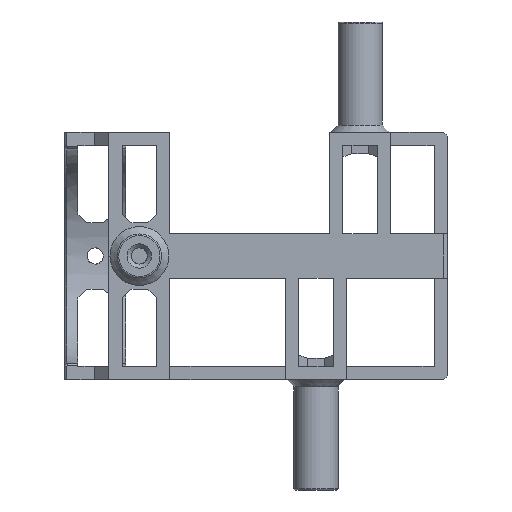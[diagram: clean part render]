
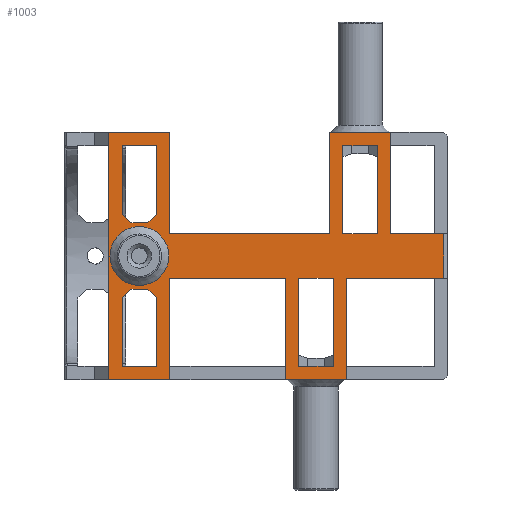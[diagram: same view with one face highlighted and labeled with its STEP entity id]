
A CAD part, front view. The second image highlights one B-rep face of the part: STEP entity #1003.
In plain terms, the highlighted planar face has unit normal (0, -1, 0).
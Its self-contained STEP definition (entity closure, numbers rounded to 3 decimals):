
#154=CARTESIAN_POINT('',(-11.85,-16.8,-16.8));
#155=VERTEX_POINT('',#154);
#162=CARTESIAN_POINT('',(-20.15,-16.8,-16.8));
#163=VERTEX_POINT('',#162);
#164=CARTESIAN_POINT('',(-20.15,-16.8,-16.8));
#165=DIRECTION('',(1.,0.,-0.));
#166=VECTOR('',#165,8.3);
#167=LINE('',#164,#166);
#168=EDGE_CURVE('',#163,#155,#167,.T.);
#186=CARTESIAN_POINT('',(-35.85,-16.8,-16.8));
#187=VERTEX_POINT('',#186);
#194=CARTESIAN_POINT('',(-44.15,-16.8,-16.8));
#195=VERTEX_POINT('',#194);
#196=CARTESIAN_POINT('',(-35.85,-16.8,-16.8));
#197=DIRECTION('',(-1.,-0.,0.));
#198=VECTOR('',#197,8.3);
#199=LINE('',#196,#198);
#200=EDGE_CURVE('',#187,#195,#199,.T.);
#707=CARTESIAN_POINT('',(-35.85,-16.8,16.05));
#708=DIRECTION('',(-0.,1.,-0.));
#709=DIRECTION('',(1.,0.,-0.));
#710=AXIS2_PLACEMENT_3D('',#707,#708,#709);
#711=PLANE('',#710);
#712=CARTESIAN_POINT('',(-7.65,-16.8,3.));
#713=VERTEX_POINT('',#712);
#714=CARTESIAN_POINT('',(-7.65,-16.8,15.));
#715=VERTEX_POINT('',#714);
#716=CARTESIAN_POINT('',(-7.65,-16.8,3.));
#717=DIRECTION('',(0.,-0.,1.));
#718=VECTOR('',#717,12.);
#719=LINE('',#716,#718);
#720=EDGE_CURVE('',#713,#715,#719,.T.);
#721=ORIENTED_EDGE('',*,*,#720,.F.);
#722=CARTESIAN_POINT('',(-12.35,-16.8,3.));
#723=VERTEX_POINT('',#722);
#724=CARTESIAN_POINT('',(-7.65,-16.8,3.));
#725=DIRECTION('',(-1.,0.,0.));
#726=VECTOR('',#725,4.7);
#727=LINE('',#724,#726);
#728=EDGE_CURVE('',#713,#723,#727,.T.);
#729=ORIENTED_EDGE('',*,*,#728,.T.);
#730=CARTESIAN_POINT('',(-12.35,-16.8,15.));
#731=VERTEX_POINT('',#730);
#732=CARTESIAN_POINT('',(-12.35,-16.8,3.));
#733=DIRECTION('',(-0.,-0.,1.));
#734=VECTOR('',#733,12.);
#735=LINE('',#732,#734);
#736=EDGE_CURVE('',#723,#731,#735,.T.);
#737=ORIENTED_EDGE('',*,*,#736,.T.);
#738=CARTESIAN_POINT('',(-12.35,-16.8,15.));
#739=DIRECTION('',(1.,0.,-0.));
#740=VECTOR('',#739,4.7);
#741=LINE('',#738,#740);
#742=EDGE_CURVE('',#731,#715,#741,.T.);
#743=ORIENTED_EDGE('',*,*,#742,.T.);
#744=EDGE_LOOP('',(#721,#729,#737,#743));
#745=FACE_BOUND('',#744,.T.);
#746=CARTESIAN_POINT('',(-18.35,-16.8,-3.));
#747=VERTEX_POINT('',#746);
#748=CARTESIAN_POINT('',(-18.35,-16.8,-15.));
#749=VERTEX_POINT('',#748);
#750=CARTESIAN_POINT('',(-18.35,-16.8,-3.));
#751=DIRECTION('',(-0.,0.,-1.));
#752=VECTOR('',#751,12.);
#753=LINE('',#750,#752);
#754=EDGE_CURVE('',#747,#749,#753,.T.);
#755=ORIENTED_EDGE('',*,*,#754,.F.);
#756=CARTESIAN_POINT('',(-13.65,-16.8,-3.));
#757=VERTEX_POINT('',#756);
#758=CARTESIAN_POINT('',(-13.65,-16.8,-3.));
#759=DIRECTION('',(-1.,0.,0.));
#760=VECTOR('',#759,4.7);
#761=LINE('',#758,#760);
#762=EDGE_CURVE('',#757,#747,#761,.T.);
#763=ORIENTED_EDGE('',*,*,#762,.F.);
#764=CARTESIAN_POINT('',(-13.65,-16.8,-15.));
#765=VERTEX_POINT('',#764);
#766=CARTESIAN_POINT('',(-13.65,-16.8,-3.));
#767=DIRECTION('',(0.,0.,-1.));
#768=VECTOR('',#767,12.);
#769=LINE('',#766,#768);
#770=EDGE_CURVE('',#757,#765,#769,.T.);
#771=ORIENTED_EDGE('',*,*,#770,.T.);
#772=CARTESIAN_POINT('',(-13.65,-16.8,-15.));
#773=DIRECTION('',(-1.,0.,0.));
#774=VECTOR('',#773,4.7);
#775=LINE('',#772,#774);
#776=EDGE_CURVE('',#765,#749,#775,.T.);
#777=ORIENTED_EDGE('',*,*,#776,.T.);
#778=EDGE_LOOP('',(#755,#763,#771,#777));
#779=FACE_BOUND('',#778,.T.);
#780=CARTESIAN_POINT('',(1.35,-16.8,-3.));
#781=VERTEX_POINT('',#780);
#782=CARTESIAN_POINT('',(-11.85,-16.8,-3.));
#783=VERTEX_POINT('',#782);
#784=CARTESIAN_POINT('',(1.35,-16.8,-3.));
#785=DIRECTION('',(-1.,0.,0.));
#786=VECTOR('',#785,13.2);
#787=LINE('',#784,#786);
#788=EDGE_CURVE('',#781,#783,#787,.T.);
#789=ORIENTED_EDGE('',*,*,#788,.F.);
#790=CARTESIAN_POINT('',(1.35,-16.8,3.));
#791=VERTEX_POINT('',#790);
#792=CARTESIAN_POINT('',(1.35,-16.8,-3.));
#793=DIRECTION('',(-0.,0.,1.));
#794=VECTOR('',#793,6.);
#795=LINE('',#792,#794);
#796=EDGE_CURVE('',#781,#791,#795,.T.);
#797=ORIENTED_EDGE('',*,*,#796,.T.);
#798=CARTESIAN_POINT('',(-5.85,-16.8,3.));
#799=VERTEX_POINT('',#798);
#800=CARTESIAN_POINT('',(1.35,-16.8,3.));
#801=DIRECTION('',(-1.,0.,0.));
#802=VECTOR('',#801,7.2);
#803=LINE('',#800,#802);
#804=EDGE_CURVE('',#791,#799,#803,.T.);
#805=ORIENTED_EDGE('',*,*,#804,.T.);
#806=CARTESIAN_POINT('',(-5.85,-16.8,16.8));
#807=VERTEX_POINT('',#806);
#808=CARTESIAN_POINT('',(-5.85,-16.8,3.));
#809=DIRECTION('',(0.,-0.,1.));
#810=VECTOR('',#809,13.8);
#811=LINE('',#808,#810);
#812=EDGE_CURVE('',#799,#807,#811,.T.);
#813=ORIENTED_EDGE('',*,*,#812,.T.);
#814=CARTESIAN_POINT('',(-14.15,-16.8,16.8));
#815=VERTEX_POINT('',#814);
#816=CARTESIAN_POINT('',(-5.85,-16.8,16.8));
#817=DIRECTION('',(-1.,-0.,0.));
#818=VECTOR('',#817,8.3);
#819=LINE('',#816,#818);
#820=EDGE_CURVE('',#807,#815,#819,.T.);
#821=ORIENTED_EDGE('',*,*,#820,.T.);
#822=CARTESIAN_POINT('',(-14.15,-16.8,3.));
#823=VERTEX_POINT('',#822);
#824=CARTESIAN_POINT('',(-14.15,-16.8,3.));
#825=DIRECTION('',(0.,-0.,1.));
#826=VECTOR('',#825,13.8);
#827=LINE('',#824,#826);
#828=EDGE_CURVE('',#823,#815,#827,.T.);
#829=ORIENTED_EDGE('',*,*,#828,.F.);
#830=CARTESIAN_POINT('',(-35.85,-16.8,3.));
#831=VERTEX_POINT('',#830);
#832=CARTESIAN_POINT('',(-14.15,-16.8,3.));
#833=DIRECTION('',(-1.,0.,0.));
#834=VECTOR('',#833,21.7);
#835=LINE('',#832,#834);
#836=EDGE_CURVE('',#823,#831,#835,.T.);
#837=ORIENTED_EDGE('',*,*,#836,.T.);
#838=CARTESIAN_POINT('',(-35.85,-16.8,16.8));
#839=VERTEX_POINT('',#838);
#840=CARTESIAN_POINT('',(-35.85,-16.8,3.));
#841=DIRECTION('',(-0.,0.,1.));
#842=VECTOR('',#841,13.8);
#843=LINE('',#840,#842);
#844=EDGE_CURVE('',#831,#839,#843,.T.);
#845=ORIENTED_EDGE('',*,*,#844,.T.);
#846=CARTESIAN_POINT('',(-44.15,-16.8,16.8));
#847=VERTEX_POINT('',#846);
#848=CARTESIAN_POINT('',(-35.85,-16.8,16.8));
#849=DIRECTION('',(-1.,-0.,0.));
#850=VECTOR('',#849,8.3);
#851=LINE('',#848,#850);
#852=EDGE_CURVE('',#839,#847,#851,.T.);
#853=ORIENTED_EDGE('',*,*,#852,.T.);
#854=CARTESIAN_POINT('',(-44.15,-16.8,16.8));
#855=DIRECTION('',(0.,-0.,-1.));
#856=VECTOR('',#855,33.6);
#857=LINE('',#854,#856);
#858=EDGE_CURVE('',#847,#195,#857,.T.);
#859=ORIENTED_EDGE('',*,*,#858,.T.);
#860=ORIENTED_EDGE('',*,*,#200,.F.);
#861=CARTESIAN_POINT('',(-35.85,-16.8,-3.));
#862=VERTEX_POINT('',#861);
#863=CARTESIAN_POINT('',(-35.85,-16.8,-16.8));
#864=DIRECTION('',(-0.,0.,1.));
#865=VECTOR('',#864,13.8);
#866=LINE('',#863,#865);
#867=EDGE_CURVE('',#187,#862,#866,.T.);
#868=ORIENTED_EDGE('',*,*,#867,.T.);
#869=CARTESIAN_POINT('',(-20.15,-16.8,-3.));
#870=VERTEX_POINT('',#869);
#871=CARTESIAN_POINT('',(-20.15,-16.8,-3.));
#872=DIRECTION('',(-1.,0.,0.));
#873=VECTOR('',#872,15.7);
#874=LINE('',#871,#873);
#875=EDGE_CURVE('',#870,#862,#874,.T.);
#876=ORIENTED_EDGE('',*,*,#875,.F.);
#877=CARTESIAN_POINT('',(-20.15,-16.8,-3.));
#878=DIRECTION('',(0.,0.,-1.));
#879=VECTOR('',#878,13.8);
#880=LINE('',#877,#879);
#881=EDGE_CURVE('',#870,#163,#880,.T.);
#882=ORIENTED_EDGE('',*,*,#881,.T.);
#883=ORIENTED_EDGE('',*,*,#168,.T.);
#884=CARTESIAN_POINT('',(-11.85,-16.8,-3.));
#885=DIRECTION('',(0.,0.,-1.));
#886=VECTOR('',#885,13.8);
#887=LINE('',#884,#886);
#888=EDGE_CURVE('',#783,#155,#887,.T.);
#889=ORIENTED_EDGE('',*,*,#888,.F.);
#890=EDGE_LOOP('',(#789,#797,#805,#813,#821,#829,#837,#845,#853,#859,#860,#868,#876,#882,#883,#889));
#891=FACE_BOUND('',#890,.T.);
#892=CARTESIAN_POINT('',(-37.65,-16.8,5.7));
#893=VERTEX_POINT('',#892);
#894=CARTESIAN_POINT('',(-37.65,-16.8,15.));
#895=VERTEX_POINT('',#894);
#896=CARTESIAN_POINT('',(-37.65,-16.8,5.7));
#897=DIRECTION('',(0.,0.,1.));
#898=VECTOR('',#897,9.3);
#899=LINE('',#896,#898);
#900=EDGE_CURVE('',#893,#895,#899,.T.);
#901=ORIENTED_EDGE('',*,*,#900,.F.);
#902=CARTESIAN_POINT('',(-38.85,-16.8,4.5));
#903=VERTEX_POINT('',#902);
#904=CARTESIAN_POINT('',(-37.65,-16.8,5.7));
#905=DIRECTION('',(-0.707,-0.,-0.707));
#906=VECTOR('',#905,1.697);
#907=LINE('',#904,#906);
#908=EDGE_CURVE('',#893,#903,#907,.T.);
#909=ORIENTED_EDGE('',*,*,#908,.T.);
#910=CARTESIAN_POINT('',(-41.15,-16.8,4.5));
#911=VERTEX_POINT('',#910);
#912=CARTESIAN_POINT('',(-38.85,-16.8,4.5));
#913=DIRECTION('',(-1.,-0.,0.));
#914=VECTOR('',#913,2.3);
#915=LINE('',#912,#914);
#916=EDGE_CURVE('',#903,#911,#915,.T.);
#917=ORIENTED_EDGE('',*,*,#916,.T.);
#918=CARTESIAN_POINT('',(-42.35,-16.8,5.7));
#919=VERTEX_POINT('',#918);
#920=CARTESIAN_POINT('',(-41.15,-16.8,4.5));
#921=DIRECTION('',(-0.707,0.,0.707));
#922=VECTOR('',#921,1.697);
#923=LINE('',#920,#922);
#924=EDGE_CURVE('',#911,#919,#923,.T.);
#925=ORIENTED_EDGE('',*,*,#924,.T.);
#926=CARTESIAN_POINT('',(-42.35,-16.8,15.));
#927=VERTEX_POINT('',#926);
#928=CARTESIAN_POINT('',(-42.35,-16.8,5.7));
#929=DIRECTION('',(-0.,0.,1.));
#930=VECTOR('',#929,9.3);
#931=LINE('',#928,#930);
#932=EDGE_CURVE('',#919,#927,#931,.T.);
#933=ORIENTED_EDGE('',*,*,#932,.T.);
#934=CARTESIAN_POINT('',(-42.35,-16.8,15.));
#935=DIRECTION('',(1.,0.,-0.));
#936=VECTOR('',#935,4.7);
#937=LINE('',#934,#936);
#938=EDGE_CURVE('',#927,#895,#937,.T.);
#939=ORIENTED_EDGE('',*,*,#938,.T.);
#940=EDGE_LOOP('',(#901,#909,#917,#925,#933,#939));
#941=FACE_BOUND('',#940,.T.);
#942=CARTESIAN_POINT('',(-42.35,-16.8,-15.));
#943=VERTEX_POINT('',#942);
#944=CARTESIAN_POINT('',(-42.35,-16.8,-5.7));
#945=VERTEX_POINT('',#944);
#946=CARTESIAN_POINT('',(-42.35,-16.8,-15.));
#947=DIRECTION('',(-0.,0.,1.));
#948=VECTOR('',#947,9.3);
#949=LINE('',#946,#948);
#950=EDGE_CURVE('',#943,#945,#949,.T.);
#951=ORIENTED_EDGE('',*,*,#950,.T.);
#952=CARTESIAN_POINT('',(-41.15,-16.8,-4.5));
#953=VERTEX_POINT('',#952);
#954=CARTESIAN_POINT('',(-42.35,-16.8,-5.7));
#955=DIRECTION('',(0.707,0.,0.707));
#956=VECTOR('',#955,1.697);
#957=LINE('',#954,#956);
#958=EDGE_CURVE('',#945,#953,#957,.T.);
#959=ORIENTED_EDGE('',*,*,#958,.T.);
#960=CARTESIAN_POINT('',(-38.85,-16.8,-4.5));
#961=VERTEX_POINT('',#960);
#962=CARTESIAN_POINT('',(-38.85,-16.8,-4.5));
#963=DIRECTION('',(-1.,-0.,0.));
#964=VECTOR('',#963,2.3);
#965=LINE('',#962,#964);
#966=EDGE_CURVE('',#961,#953,#965,.T.);
#967=ORIENTED_EDGE('',*,*,#966,.F.);
#968=CARTESIAN_POINT('',(-37.65,-16.8,-5.7));
#969=VERTEX_POINT('',#968);
#970=CARTESIAN_POINT('',(-38.85,-16.8,-4.5));
#971=DIRECTION('',(0.707,-0.,-0.707));
#972=VECTOR('',#971,1.697);
#973=LINE('',#970,#972);
#974=EDGE_CURVE('',#961,#969,#973,.T.);
#975=ORIENTED_EDGE('',*,*,#974,.T.);
#976=CARTESIAN_POINT('',(-37.65,-16.8,-15.));
#977=VERTEX_POINT('',#976);
#978=CARTESIAN_POINT('',(-37.65,-16.8,-15.));
#979=DIRECTION('',(0.,0.,1.));
#980=VECTOR('',#979,9.3);
#981=LINE('',#978,#980);
#982=EDGE_CURVE('',#977,#969,#981,.T.);
#983=ORIENTED_EDGE('',*,*,#982,.F.);
#984=CARTESIAN_POINT('',(-42.35,-16.8,-15.));
#985=DIRECTION('',(1.,0.,-0.));
#986=VECTOR('',#985,4.7);
#987=LINE('',#984,#986);
#988=EDGE_CURVE('',#943,#977,#987,.T.);
#989=ORIENTED_EDGE('',*,*,#988,.F.);
#990=EDGE_LOOP('',(#951,#959,#967,#975,#983,#989));
#991=FACE_BOUND('',#990,.T.);
#992=CARTESIAN_POINT('',(-40.,-16.8,4.));
#993=VERTEX_POINT('',#992);
#994=CARTESIAN_POINT('',(-40.,-16.8,0.));
#995=DIRECTION('',(0.,-1.,0.));
#996=DIRECTION('',(0.,0.,1.));
#997=AXIS2_PLACEMENT_3D('',#994,#995,#996);
#998=CIRCLE('',#997,4.);
#999=EDGE_CURVE('',#993,#993,#998,.T.);
#1000=ORIENTED_EDGE('',*,*,#999,.F.);
#1001=EDGE_LOOP('',(#1000));
#1002=FACE_BOUND('',#1001,.T.);
#1003=ADVANCED_FACE('',(#745,#779,#891,#941,#991,#1002),#711,.F.);
